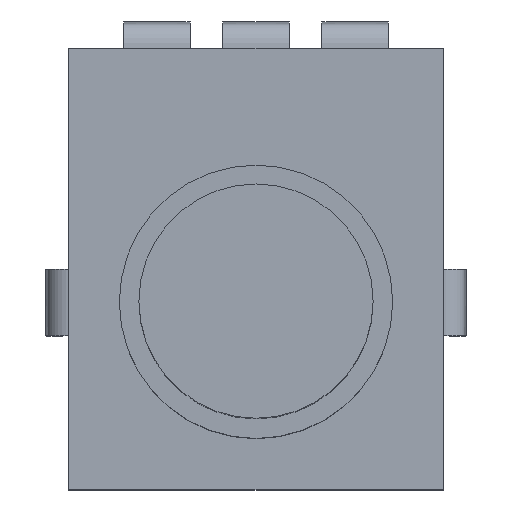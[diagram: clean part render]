
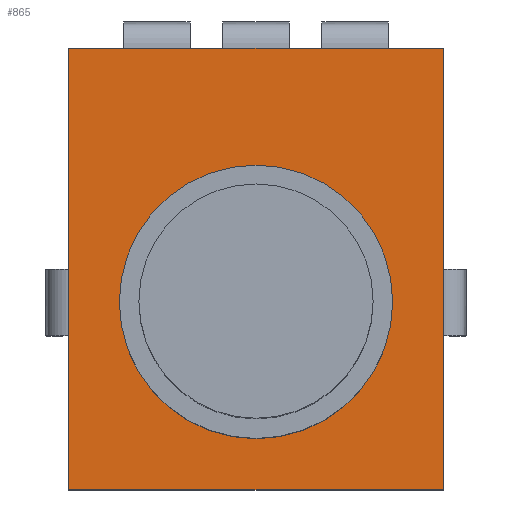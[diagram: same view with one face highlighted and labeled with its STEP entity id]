
A CAD part, top view. The second image highlights one B-rep face of the part: STEP entity #865.
In plain terms, the highlighted planar face has unit normal (0, 0, 1).
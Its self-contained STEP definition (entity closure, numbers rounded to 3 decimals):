
#753 = VERTEX_POINT('',#754);
#754 = CARTESIAN_POINT('',(-4.8,6.5,6.6));
#760 = EDGE_CURVE('',#753,#761,#763,.T.);
#761 = VERTEX_POINT('',#762);
#762 = CARTESIAN_POINT('',(-4.8,-4.8,6.6));
#763 = LINE('',#764,#765);
#764 = CARTESIAN_POINT('',(-4.8,6.5,6.6));
#765 = VECTOR('',#766,1.);
#766 = DIRECTION('',(0.,-1.,0.));
#793 = VERTEX_POINT('',#794);
#794 = CARTESIAN_POINT('',(4.8,6.5,6.6));
#800 = EDGE_CURVE('',#793,#753,#801,.T.);
#801 = LINE('',#802,#803);
#802 = CARTESIAN_POINT('',(4.8,6.5,6.6));
#803 = VECTOR('',#804,1.);
#804 = DIRECTION('',(-1.,0.,0.));
#822 = EDGE_CURVE('',#761,#823,#825,.T.);
#823 = VERTEX_POINT('',#824);
#824 = CARTESIAN_POINT('',(4.8,-4.8,6.6));
#825 = LINE('',#826,#827);
#826 = CARTESIAN_POINT('',(-4.8,-4.8,6.6));
#827 = VECTOR('',#828,1.);
#828 = DIRECTION('',(1.,0.,0.));
#865 = ADVANCED_FACE('',(#866,#877),#888,.T.);
#866 = FACE_BOUND('',#867,.T.);
#867 = EDGE_LOOP('',(#868,#869,#870,#876));
#868 = ORIENTED_EDGE('',*,*,#760,.T.);
#869 = ORIENTED_EDGE('',*,*,#822,.T.);
#870 = ORIENTED_EDGE('',*,*,#871,.T.);
#871 = EDGE_CURVE('',#823,#793,#872,.T.);
#872 = LINE('',#873,#874);
#873 = CARTESIAN_POINT('',(4.8,-4.8,6.6));
#874 = VECTOR('',#875,1.);
#875 = DIRECTION('',(0.,1.,0.));
#876 = ORIENTED_EDGE('',*,*,#800,.T.);
#877 = FACE_BOUND('',#878,.T.);
#878 = EDGE_LOOP('',(#879));
#879 = ORIENTED_EDGE('',*,*,#880,.F.);
#880 = EDGE_CURVE('',#881,#881,#883,.T.);
#881 = VERTEX_POINT('',#882);
#882 = CARTESIAN_POINT('',(3.5,0.,6.6));
#883 = CIRCLE('',#884,3.5);
#884 = AXIS2_PLACEMENT_3D('',#885,#886,#887);
#885 = CARTESIAN_POINT('',(0.,0.,6.6));
#886 = DIRECTION('',(0.,0.,1.));
#887 = DIRECTION('',(1.,0.,0.));
#888 = PLANE('',#889);
#889 = AXIS2_PLACEMENT_3D('',#890,#891,#892);
#890 = CARTESIAN_POINT('',(0.,0.85,6.6));
#891 = DIRECTION('',(0.,0.,1.));
#892 = DIRECTION('',(1.,0.,0.));
